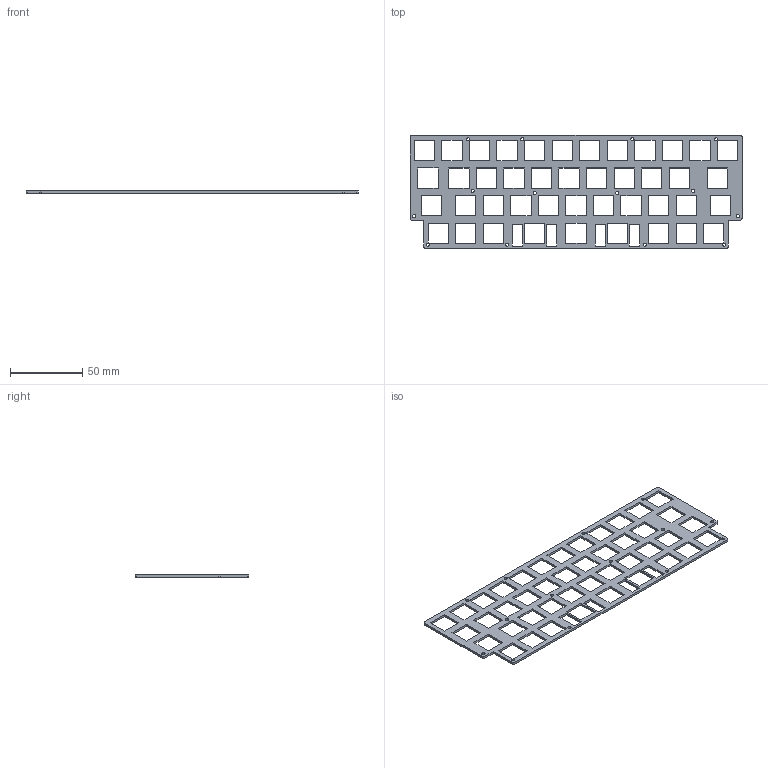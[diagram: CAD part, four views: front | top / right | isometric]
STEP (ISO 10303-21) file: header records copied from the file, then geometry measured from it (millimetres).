
FILE_DESCRIPTION(('KiCad electronic assembly'),'2;1');
FILE_NAME('top.step','2025-02-16T22:02:16',('Pcbnew'),('Kicad'), 'Open CASCADE STEP processor 7.7','KiCad to STEP converter','Unknown' );
FILE_SCHEMA(('AUTOMOTIVE_DESIGN { 1 0 10303 214 1 1 1 1 }'));
Length unit declared in the file: millimetre
Products named in the file (30): top 1; top_pad_1; top_pad_2; top_pad_3; top_pad_4; top_pad_5; top_pad_6; top_pad_7; top_pad_8; top_pad_9; top_pad_10; top_pad_11; top_pad_12; top_pad_13; top_pad_14; top_pad_15; top_pad_16; top_pad_17; top_pad_18; top_pad_19; top_pad_20; top_pad_21; top_pad_22; top_pad_23; top_pad_24; top_pad_25; top_pad_26; top_pad_27; top_pad_28; top_PCB
Assembly tree (29 placements, depth 2):
  top 1
    top_pad_1
    top_pad_2
    top_pad_3
    top_pad_4
    top_pad_5
    top_pad_6
    top_pad_7
    top_pad_8
    top_pad_9
    top_pad_10
    top_pad_11
    top_pad_12
    top_pad_13
    top_pad_14
    top_pad_15
    top_pad_16
    top_pad_17
    top_pad_18
    top_pad_19
    top_pad_20
    top_pad_21
    top_pad_22
    top_pad_23
    top_pad_24
    top_pad_25
    top_pad_26
    top_pad_27
    top_pad_28
    top_PCB
Bounding box: 229.56 x 78.62 x 1.6 mm (x, y, z)
Volume: 13837.8 mm3; surface area: 22587.4 mm2
Topology: 1 solids, 1 shells, 220 faces, 654 edges, 436 vertices
Faces by surface type: plane 198, cylinder 22
Full cylindrical faces by diameter (mm): 2.2 x12
Entity records: 8039 total; most frequent: CARTESIAN_POINT 1340, ORIENTED_EDGE 1308, DIRECTION 1198, EDGE_CURVE 654, LINE 610, VECTOR 610, VERTEX_POINT 436, FACE_BOUND 338
